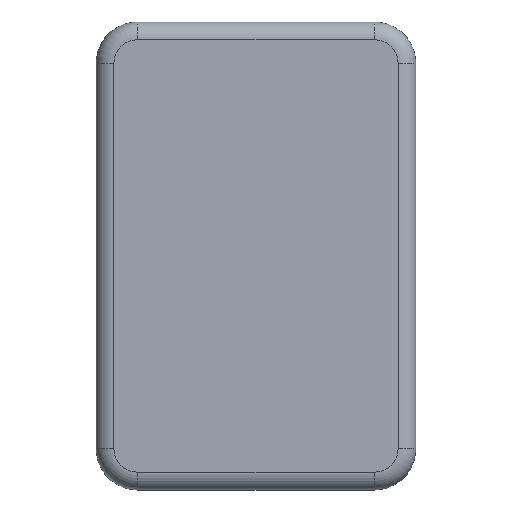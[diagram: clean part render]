
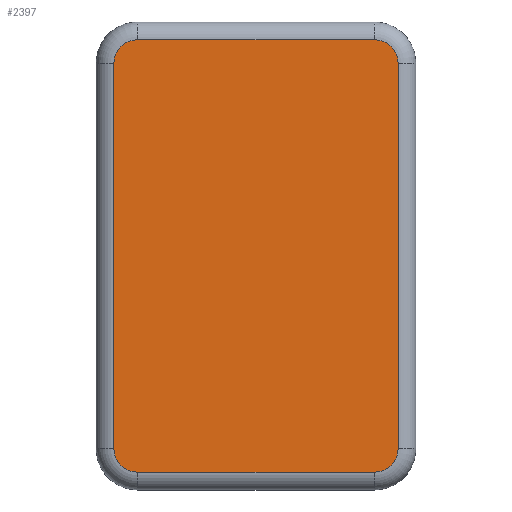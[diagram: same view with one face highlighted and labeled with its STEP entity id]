
A CAD part, top view. The second image highlights one B-rep face of the part: STEP entity #2397.
In plain terms, the highlighted planar face has unit normal (0, 0, 1).
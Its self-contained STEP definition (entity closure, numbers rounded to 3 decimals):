
#873 = VERTEX_POINT('',#874);
#874 = CARTESIAN_POINT('',(20.,36.5,10.));
#881 = EDGE_CURVE('',#873,#882,#884,.T.);
#882 = VERTEX_POINT('',#883);
#883 = CARTESIAN_POINT('',(-20.,36.5,10.));
#884 = LINE('',#885,#886);
#885 = CARTESIAN_POINT('',(20.,36.5,10.));
#886 = VECTOR('',#887,1.);
#887 = DIRECTION('',(-1.,0.,0.));
#2376 = VERTEX_POINT('',#2377);
#2377 = CARTESIAN_POINT('',(24.,32.5,10.));
#2386 = EDGE_CURVE('',#2376,#873,#2387,.T.);
#2387 = CIRCLE('',#2388,4.);
#2388 = AXIS2_PLACEMENT_3D('',#2389,#2390,#2391);
#2389 = CARTESIAN_POINT('',(20.,32.5,10.));
#2390 = DIRECTION('',(0.,0.,1.));
#2391 = DIRECTION('',(1.,0.,0.));
#2397 = ADVANCED_FACE('',(#2398),#2451,.T.);
#2398 = FACE_BOUND('',#2399,.T.);
#2399 = EDGE_LOOP('',(#2400,#2410,#2419,#2427,#2436,#2442,#2443,#2444));
#2400 = ORIENTED_EDGE('',*,*,#2401,.T.);
#2401 = EDGE_CURVE('',#2402,#2404,#2406,.T.);
#2402 = VERTEX_POINT('',#2403);
#2403 = CARTESIAN_POINT('',(-24.,32.5,10.));
#2404 = VERTEX_POINT('',#2405);
#2405 = CARTESIAN_POINT('',(-24.,-32.5,10.));
#2406 = LINE('',#2407,#2408);
#2407 = CARTESIAN_POINT('',(-24.,32.5,10.));
#2408 = VECTOR('',#2409,1.);
#2409 = DIRECTION('',(0.,-1.,0.));
#2410 = ORIENTED_EDGE('',*,*,#2411,.T.);
#2411 = EDGE_CURVE('',#2404,#2412,#2414,.T.);
#2412 = VERTEX_POINT('',#2413);
#2413 = CARTESIAN_POINT('',(-20.,-36.5,10.));
#2414 = CIRCLE('',#2415,4.);
#2415 = AXIS2_PLACEMENT_3D('',#2416,#2417,#2418);
#2416 = CARTESIAN_POINT('',(-20.,-32.5,10.));
#2417 = DIRECTION('',(0.,0.,1.));
#2418 = DIRECTION('',(-1.,0.,0.));
#2419 = ORIENTED_EDGE('',*,*,#2420,.T.);
#2420 = EDGE_CURVE('',#2412,#2421,#2423,.T.);
#2421 = VERTEX_POINT('',#2422);
#2422 = CARTESIAN_POINT('',(20.,-36.5,10.));
#2423 = LINE('',#2424,#2425);
#2424 = CARTESIAN_POINT('',(-20.,-36.5,10.));
#2425 = VECTOR('',#2426,1.);
#2426 = DIRECTION('',(1.,0.,0.));
#2427 = ORIENTED_EDGE('',*,*,#2428,.T.);
#2428 = EDGE_CURVE('',#2421,#2429,#2431,.T.);
#2429 = VERTEX_POINT('',#2430);
#2430 = CARTESIAN_POINT('',(24.,-32.5,10.));
#2431 = CIRCLE('',#2432,4.);
#2432 = AXIS2_PLACEMENT_3D('',#2433,#2434,#2435);
#2433 = CARTESIAN_POINT('',(20.,-32.5,10.));
#2434 = DIRECTION('',(-0.,0.,1.));
#2435 = DIRECTION('',(0.,-1.,0.));
#2436 = ORIENTED_EDGE('',*,*,#2437,.T.);
#2437 = EDGE_CURVE('',#2429,#2376,#2438,.T.);
#2438 = LINE('',#2439,#2440);
#2439 = CARTESIAN_POINT('',(24.,-32.5,10.));
#2440 = VECTOR('',#2441,1.);
#2441 = DIRECTION('',(0.,1.,0.));
#2442 = ORIENTED_EDGE('',*,*,#2386,.T.);
#2443 = ORIENTED_EDGE('',*,*,#881,.T.);
#2444 = ORIENTED_EDGE('',*,*,#2445,.T.);
#2445 = EDGE_CURVE('',#882,#2402,#2446,.T.);
#2446 = CIRCLE('',#2447,4.);
#2447 = AXIS2_PLACEMENT_3D('',#2448,#2449,#2450);
#2448 = CARTESIAN_POINT('',(-20.,32.5,10.));
#2449 = DIRECTION('',(0.,0.,1.));
#2450 = DIRECTION('',(0.,1.,0.));
#2451 = PLANE('',#2452);
#2452 = AXIS2_PLACEMENT_3D('',#2453,#2454,#2455);
#2453 = CARTESIAN_POINT('',(0.,0.,10.));
#2454 = DIRECTION('',(0.,0.,1.));
#2455 = DIRECTION('',(1.,0.,0.));
